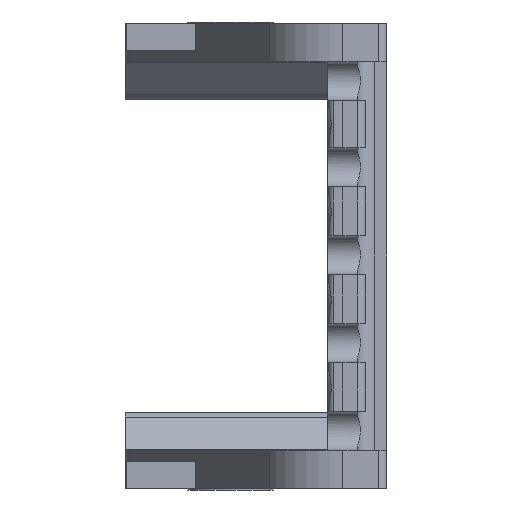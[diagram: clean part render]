
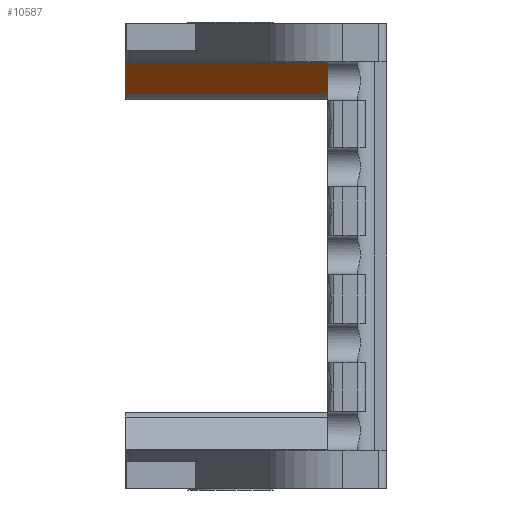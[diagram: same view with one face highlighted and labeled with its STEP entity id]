
A CAD part, left-side view. The second image highlights one B-rep face of the part: STEP entity #10587.
In plain terms, the highlighted planar face has unit normal (-0.707, 0, -0.707).
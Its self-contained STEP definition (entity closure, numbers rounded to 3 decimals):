
#444 = DIRECTION ( 'NONE',  ( -0.707, 0., 0.707 ) ) ;
#564 = CARTESIAN_POINT ( 'NONE',  ( -18.736, 12.5, 22.886 ) ) ;
#640 = EDGE_CURVE ( 'NONE', #1717, #6302, #1729, .T. ) ;
#664 = FACE_OUTER_BOUND ( 'NONE', #10871, .T. ) ;
#895 = VECTOR ( 'NONE', #3236, 1000. ) ;
#1574 = CARTESIAN_POINT ( 'NONE',  ( -14.936, -11.5, 19.086 ) ) ;
#1717 = VERTEX_POINT ( 'NONE', #2581 ) ;
#1729 = LINE ( 'NONE', #6402, #12192 ) ;
#2240 = CARTESIAN_POINT ( 'NONE',  ( -18.736, -11.5, 22.886 ) ) ;
#2581 = CARTESIAN_POINT ( 'NONE',  ( -14.936, -11.5, 19.086 ) ) ;
#2753 = ORIENTED_EDGE ( 'NONE', *, *, #14083, .F. ) ;
#3236 = DIRECTION ( 'NONE',  ( 0., 1., 0. ) ) ;
#3450 = EDGE_CURVE ( 'NONE', #6302, #7874, #13592, .T. ) ;
#4647 = LINE ( 'NONE', #10622, #8097 ) ;
#4930 = EDGE_CURVE ( 'NONE', #1717, #6576, #13962, .T. ) ;
#5320 = ORIENTED_EDGE ( 'NONE', *, *, #4930, .F. ) ;
#5790 = CARTESIAN_POINT ( 'NONE',  ( -18.736, -11.5, 22.886 ) ) ;
#6302 = VERTEX_POINT ( 'NONE', #2240 ) ;
#6402 = CARTESIAN_POINT ( 'NONE',  ( -14.936, -11.5, 19.086 ) ) ;
#6576 = VERTEX_POINT ( 'NONE', #7806 ) ;
#7806 = CARTESIAN_POINT ( 'NONE',  ( -14.936, 12.5, 19.086 ) ) ;
#7874 = VERTEX_POINT ( 'NONE', #564 ) ;
#8097 = VECTOR ( 'NONE', #11838, 1000. ) ;
#8203 = AXIS2_PLACEMENT_3D ( 'NONE', #1574, #9728, #10869 ) ;
#9492 = ORIENTED_EDGE ( 'NONE', *, *, #640, .T. ) ;
#9728 = DIRECTION ( 'NONE',  ( 0.707, 0., 0.707 ) ) ;
#9878 = PLANE ( 'NONE',  #8203 ) ;
#10543 = DIRECTION ( 'NONE',  ( 0., 1., 0. ) ) ;
#10587 = ADVANCED_FACE ( 'NONE', ( #664 ), #9878, .F. ) ;
#10622 = CARTESIAN_POINT ( 'NONE',  ( -14.936, 12.5, 19.086 ) ) ;
#10790 = VECTOR ( 'NONE', #10543, 1000. ) ;
#10869 = DIRECTION ( 'NONE',  ( 0., -1., 0. ) ) ;
#10871 = EDGE_LOOP ( 'NONE', ( #9492, #13877, #2753, #5320 ) ) ;
#11682 = CARTESIAN_POINT ( 'NONE',  ( -14.936, -11.5, 19.086 ) ) ;
#11838 = DIRECTION ( 'NONE',  ( -0.707, 0., 0.707 ) ) ;
#12192 = VECTOR ( 'NONE', #444, 1000. ) ;
#13592 = LINE ( 'NONE', #5790, #895 ) ;
#13877 = ORIENTED_EDGE ( 'NONE', *, *, #3450, .T. ) ;
#13962 = LINE ( 'NONE', #11682, #10790 ) ;
#14083 = EDGE_CURVE ( 'NONE', #6576, #7874, #4647, .T. ) ;
